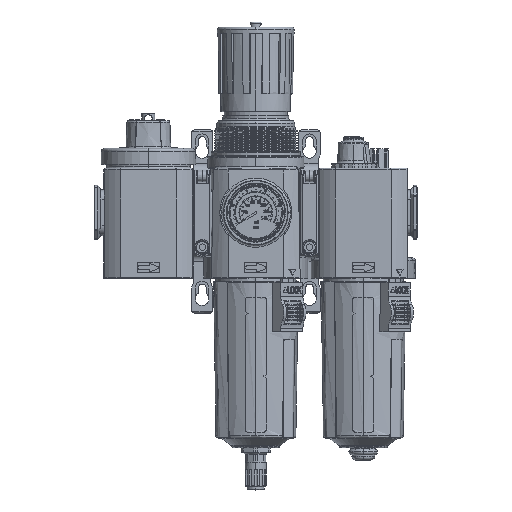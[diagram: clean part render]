
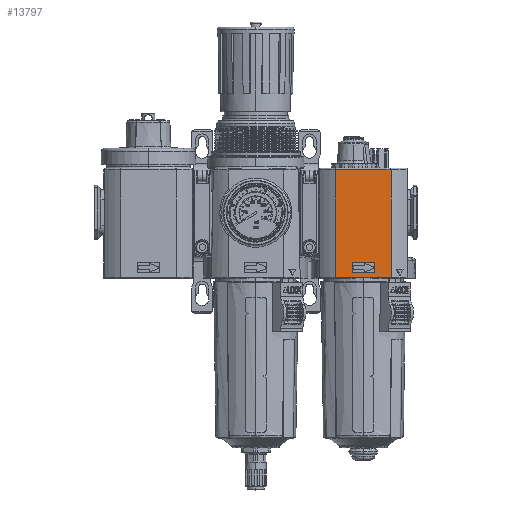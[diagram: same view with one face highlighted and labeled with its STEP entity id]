
A CAD part, top view. The second image highlights one B-rep face of the part: STEP entity #13797.
In plain terms, the highlighted planar face has unit normal (0, 0, 1).
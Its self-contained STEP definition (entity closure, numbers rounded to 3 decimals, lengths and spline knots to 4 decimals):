
#203 = LINE ( 'NONE', #83418, #172867 ) ;
#3012 = DIRECTION ( 'NONE',  ( 1., 0., 0. ) ) ;
#5787 = DIRECTION ( 'NONE',  ( -1., 0., 0. ) ) ;
#6699 = DIRECTION ( 'NONE',  ( 0., 0., -1. ) ) ;
#7267 = DIRECTION ( 'NONE',  ( 0., 0., -1. ) ) ;
#7397 = LINE ( 'NONE', #49448, #35243 ) ;
#11804 = EDGE_CURVE ( 'NONE', #61948, #95576, #203, .T. ) ;
#13797 = ADVANCED_FACE ( 'NONE', ( #129193, #90812 ), #158402, .F. ) ;
#16835 = AXIS2_PLACEMENT_3D ( 'NONE', #58841, #6699, #5787 ) ;
#20220 = LINE ( 'NONE', #60464, #109261 ) ;
#22778 = DIRECTION ( 'NONE',  ( 1., 0., 0. ) ) ;
#25931 = DIRECTION ( 'NONE',  ( 0., 0., -1. ) ) ;
#30468 = CARTESIAN_POINT ( 'NONE',  ( 5.7616, 0.1634, 1.4173 ) ) ;
#32643 = VERTEX_POINT ( 'NONE', #134599 ) ;
#34203 = CIRCLE ( 'NONE', #139175, 0.0354 ) ;
#34651 = DIRECTION ( 'NONE',  ( 0., -1., 0. ) ) ;
#35243 = VECTOR ( 'NONE', #152591, 39.3701 ) ;
#35555 = LINE ( 'NONE', #91294, #116073 ) ;
#35735 = EDGE_CURVE ( 'NONE', #129896, #167556, #119001, .T. ) ;
#35739 = AXIS2_PLACEMENT_3D ( 'NONE', #30468, #128237, #3012 ) ;
#36567 = EDGE_CURVE ( 'NONE', #32643, #103774, #148508, .T. ) ;
#38206 = VECTOR ( 'NONE', #155077, 39.3701 ) ;
#39535 = VERTEX_POINT ( 'NONE', #56430 ) ;
#41424 = CARTESIAN_POINT ( 'NONE',  ( 4.7987, 2.7756, 1.4173 ) ) ;
#41927 = VERTEX_POINT ( 'NONE', #142604 ) ;
#42767 = ORIENTED_EDGE ( 'NONE', *, *, #176384, .T. ) ;
#49448 = CARTESIAN_POINT ( 'NONE',  ( 7.0866, 0.0098, 1.4173 ) ) ;
#53003 = ORIENTED_EDGE ( 'NONE', *, *, #159364, .F. ) ;
#56430 = CARTESIAN_POINT ( 'NONE',  ( 6.2249, 2.7756, 1.4173 ) ) ;
#57220 = CARTESIAN_POINT ( 'NONE',  ( 5.797, 0.3724, 1.4173 ) ) ;
#58841 = CARTESIAN_POINT ( 'NONE',  ( 7.0866, 2.7756, 1.4173 ) ) ;
#60464 = CARTESIAN_POINT ( 'NONE',  ( 4.7987, 0., 1.4173 ) ) ;
#60786 = VECTOR ( 'NONE', #63976, 39.3701 ) ;
#61075 = AXIS2_PLACEMENT_3D ( 'NONE', #177199, #7267, #22778 ) ;
#61478 = CARTESIAN_POINT ( 'NONE',  ( 5.2266, 0.3724, 1.4173 ) ) ;
#61948 = VERTEX_POINT ( 'NONE', #117475 ) ;
#63707 = EDGE_CURVE ( 'NONE', #129896, #103774, #87443, .T. ) ;
#63914 = ORIENTED_EDGE ( 'NONE', *, *, #140816, .T. ) ;
#63976 = DIRECTION ( 'NONE',  ( 1., 0., 0. ) ) ;
#67129 = CARTESIAN_POINT ( 'NONE',  ( 5.797, 2.7756, 1.4173 ) ) ;
#68149 = ORIENTED_EDGE ( 'NONE', *, *, #63707, .T. ) ;
#71312 = CARTESIAN_POINT ( 'NONE',  ( 5.262, 0.3724, 1.4173 ) ) ;
#76039 = CARTESIAN_POINT ( 'NONE',  ( 7.0866, 0.4079, 1.4173 ) ) ;
#81501 = CIRCLE ( 'NONE', #180773, 0.0354 ) ;
#83418 = CARTESIAN_POINT ( 'NONE',  ( 7.0866, 0.128, 1.4173 ) ) ;
#83507 = ORIENTED_EDGE ( 'NONE', *, *, #94155, .F. ) ;
#86045 = EDGE_CURVE ( 'NONE', #61948, #87105, #81501, .T. ) ;
#87105 = VERTEX_POINT ( 'NONE', #145192 ) ;
#87443 = CIRCLE ( 'NONE', #61075, 0.0354 ) ;
#88883 = ORIENTED_EDGE ( 'NONE', *, *, #36567, .F. ) ;
#90812 = FACE_BOUND ( 'NONE', #121065, .T. ) ;
#90866 = VERTEX_POINT ( 'NONE', #150495 ) ;
#91294 = CARTESIAN_POINT ( 'NONE',  ( 6.2249, 2.7756, 1.4173 ) ) ;
#92794 = EDGE_LOOP ( 'NONE', ( #53003, #177065, #83507, #97361 ) ) ;
#94155 = EDGE_CURVE ( 'NONE', #39535, #90866, #35555, .T. ) ;
#95576 = VERTEX_POINT ( 'NONE', #111992 ) ;
#96640 = VECTOR ( 'NONE', #160981, 39.3701 ) ;
#97361 = ORIENTED_EDGE ( 'NONE', *, *, #165354, .F. ) ;
#102257 = CARTESIAN_POINT ( 'NONE',  ( 5.262, 0.1634, 1.4173 ) ) ;
#103774 = VERTEX_POINT ( 'NONE', #57220 ) ;
#105199 = CARTESIAN_POINT ( 'NONE',  ( 5.7616, 0.4079, 1.4173 ) ) ;
#106515 = DIRECTION ( 'NONE',  ( 0., 1., 0. ) ) ;
#108812 = EDGE_CURVE ( 'NONE', #128364, #87105, #128584, .T. ) ;
#109261 = VECTOR ( 'NONE', #173754, 39.3701 ) ;
#110194 = VERTEX_POINT ( 'NONE', #41424 ) ;
#111034 = ORIENTED_EDGE ( 'NONE', *, *, #86045, .T. ) ;
#111992 = CARTESIAN_POINT ( 'NONE',  ( 5.7616, 0.128, 1.4173 ) ) ;
#114145 = DIRECTION ( 'NONE',  ( 1., 0., 0. ) ) ;
#116073 = VECTOR ( 'NONE', #34651, 39.3701 ) ;
#117475 = CARTESIAN_POINT ( 'NONE',  ( 5.262, 0.128, 1.4173 ) ) ;
#119001 = LINE ( 'NONE', #76039, #96640 ) ;
#121065 = EDGE_LOOP ( 'NONE', ( #63914, #127860, #68149, #88883, #42767, #141643, #111034, #137789 ) ) ;
#127860 = ORIENTED_EDGE ( 'NONE', *, *, #35735, .F. ) ;
#128237 = DIRECTION ( 'NONE',  ( 0., 0., -1. ) ) ;
#128364 = VERTEX_POINT ( 'NONE', #61478 ) ;
#128584 = LINE ( 'NONE', #168786, #38206 ) ;
#129193 = FACE_OUTER_BOUND ( 'NONE', #92794, .T. ) ;
#129896 = VERTEX_POINT ( 'NONE', #105199 ) ;
#134599 = CARTESIAN_POINT ( 'NONE',  ( 5.797, 0.1634, 1.4173 ) ) ;
#134863 = CIRCLE ( 'NONE', #35739, 0.0354 ) ;
#137789 = ORIENTED_EDGE ( 'NONE', *, *, #108812, .F. ) ;
#139175 = AXIS2_PLACEMENT_3D ( 'NONE', #71312, #25931, #178553 ) ;
#140816 = EDGE_CURVE ( 'NONE', #128364, #167556, #34203, .T. ) ;
#141643 = ORIENTED_EDGE ( 'NONE', *, *, #11804, .F. ) ;
#142604 = CARTESIAN_POINT ( 'NONE',  ( 4.7987, 0.0098, 1.4173 ) ) ;
#145192 = CARTESIAN_POINT ( 'NONE',  ( 5.2266, 0.1634, 1.4173 ) ) ;
#148508 = LINE ( 'NONE', #67129, #161156 ) ;
#148912 = CARTESIAN_POINT ( 'NONE',  ( 7.0866, 2.7756, 1.4173 ) ) ;
#150495 = CARTESIAN_POINT ( 'NONE',  ( 6.2249, 0.0098, 1.4173 ) ) ;
#152591 = DIRECTION ( 'NONE',  ( -1., 0., 0. ) ) ;
#155077 = DIRECTION ( 'NONE',  ( 0., -1., 0. ) ) ;
#158402 = PLANE ( 'NONE',  #16835 ) ;
#159364 = EDGE_CURVE ( 'NONE', #41927, #110194, #20220, .T. ) ;
#160981 = DIRECTION ( 'NONE',  ( -1., 0., 0. ) ) ;
#161156 = VECTOR ( 'NONE', #106515, 39.3701 ) ;
#165354 = EDGE_CURVE ( 'NONE', #110194, #39535, #176329, .T. ) ;
#167556 = VERTEX_POINT ( 'NONE', #175707 ) ;
#168786 = CARTESIAN_POINT ( 'NONE',  ( 5.2266, 2.7756, 1.4173 ) ) ;
#170746 = DIRECTION ( 'NONE',  ( 0., 0., -1. ) ) ;
#172867 = VECTOR ( 'NONE', #178491, 39.3701 ) ;
#173754 = DIRECTION ( 'NONE',  ( 0., 1., 0. ) ) ;
#174293 = EDGE_CURVE ( 'NONE', #90866, #41927, #7397, .T. ) ;
#175707 = CARTESIAN_POINT ( 'NONE',  ( 5.262, 0.4079, 1.4173 ) ) ;
#176329 = LINE ( 'NONE', #148912, #60786 ) ;
#176384 = EDGE_CURVE ( 'NONE', #32643, #95576, #134863, .T. ) ;
#177065 = ORIENTED_EDGE ( 'NONE', *, *, #174293, .F. ) ;
#177199 = CARTESIAN_POINT ( 'NONE',  ( 5.7616, 0.3724, 1.4173 ) ) ;
#178491 = DIRECTION ( 'NONE',  ( 1., 0., 0. ) ) ;
#178553 = DIRECTION ( 'NONE',  ( 1., 0., 0. ) ) ;
#180773 = AXIS2_PLACEMENT_3D ( 'NONE', #102257, #170746, #114145 ) ;
